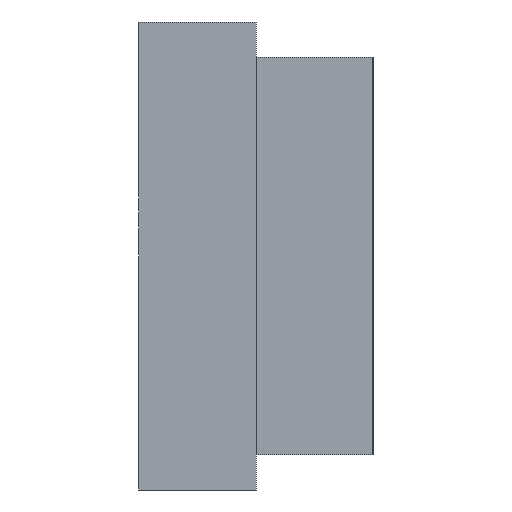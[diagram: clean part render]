
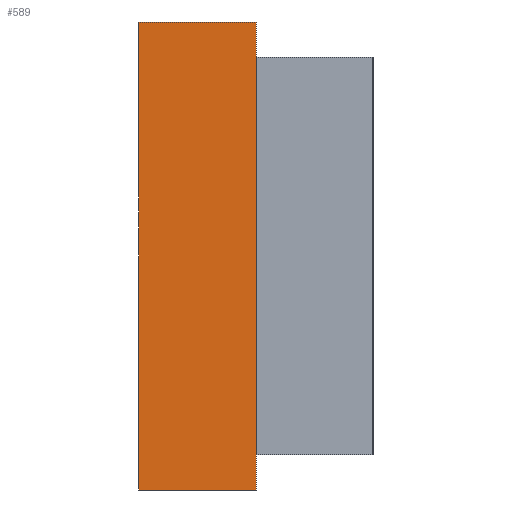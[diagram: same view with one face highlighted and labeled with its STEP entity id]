
A CAD part, left-side view. The second image highlights one B-rep face of the part: STEP entity #589.
In plain terms, the highlighted planar face has unit normal (-1, 0, 0).
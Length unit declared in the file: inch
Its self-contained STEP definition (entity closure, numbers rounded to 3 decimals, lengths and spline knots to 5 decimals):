
#14 = VERTEX_POINT ( 'NONE', #511 ) ;
#26 = LINE ( 'NONE', #488, #539 ) ;
#82 = CARTESIAN_POINT ( 'NONE',  ( -0.5, 0., -0.25 ) ) ;
#105 = CARTESIAN_POINT ( 'NONE',  ( -0.5, 0., 0.25 ) ) ;
#109 = ORIENTED_EDGE ( 'NONE', *, *, #250, .T. ) ;
#129 = CARTESIAN_POINT ( 'NONE',  ( -0.5, 0.125, -0.25 ) ) ;
#191 = VECTOR ( 'NONE', #223, 39.37008 ) ;
#215 = DIRECTION ( 'NONE',  ( 1., 0., 0. ) ) ;
#223 = DIRECTION ( 'NONE',  ( 0., -1., 0. ) ) ;
#247 = ORIENTED_EDGE ( 'NONE', *, *, #572, .F. ) ;
#250 = EDGE_CURVE ( 'NONE', #601, #509, #346, .T. ) ;
#275 = DIRECTION ( 'NONE',  ( 0., 0., 1. ) ) ;
#287 = EDGE_LOOP ( 'NONE', ( #109, #247, #400, #605 ) ) ;
#294 = DIRECTION ( 'NONE',  ( 0., -1., 0. ) ) ;
#311 = CARTESIAN_POINT ( 'NONE',  ( -0.5, 0., -0.25 ) ) ;
#318 = EDGE_CURVE ( 'NONE', #527, #14, #26, .T. ) ;
#331 = LINE ( 'NONE', #129, #191 ) ;
#346 = LINE ( 'NONE', #82, #426 ) ;
#378 = AXIS2_PLACEMENT_3D ( 'NONE', #624, #215, #623 ) ;
#400 = ORIENTED_EDGE ( 'NONE', *, *, #318, .F. ) ;
#404 = CARTESIAN_POINT ( 'NONE',  ( -0.5, 0.125, -0.25 ) ) ;
#426 = VECTOR ( 'NONE', #628, 39.37008 ) ;
#432 = FACE_OUTER_BOUND ( 'NONE', #287, .T. ) ;
#462 = CARTESIAN_POINT ( 'NONE',  ( -0.5, 0.125, 0.25 ) ) ;
#485 = PLANE ( 'NONE',  #378 ) ;
#488 = CARTESIAN_POINT ( 'NONE',  ( -0.5, 0.125, -0.25 ) ) ;
#509 = VERTEX_POINT ( 'NONE', #105 ) ;
#511 = CARTESIAN_POINT ( 'NONE',  ( -0.5, 0.125, 0.25 ) ) ;
#527 = VERTEX_POINT ( 'NONE', #404 ) ;
#539 = VECTOR ( 'NONE', #275, 39.37008 ) ;
#559 = VECTOR ( 'NONE', #294, 39.37008 ) ;
#572 = EDGE_CURVE ( 'NONE', #14, #509, #610, .T. ) ;
#589 = ADVANCED_FACE ( 'NONE', ( #432 ), #485, .F. ) ;
#601 = VERTEX_POINT ( 'NONE', #311 ) ;
#605 = ORIENTED_EDGE ( 'NONE', *, *, #637, .T. ) ;
#610 = LINE ( 'NONE', #462, #559 ) ;
#623 = DIRECTION ( 'NONE',  ( 0., 0., -1. ) ) ;
#624 = CARTESIAN_POINT ( 'NONE',  ( -0.5, 0.125, -0.25 ) ) ;
#628 = DIRECTION ( 'NONE',  ( 0., 0., 1. ) ) ;
#637 = EDGE_CURVE ( 'NONE', #527, #601, #331, .T. ) ;
